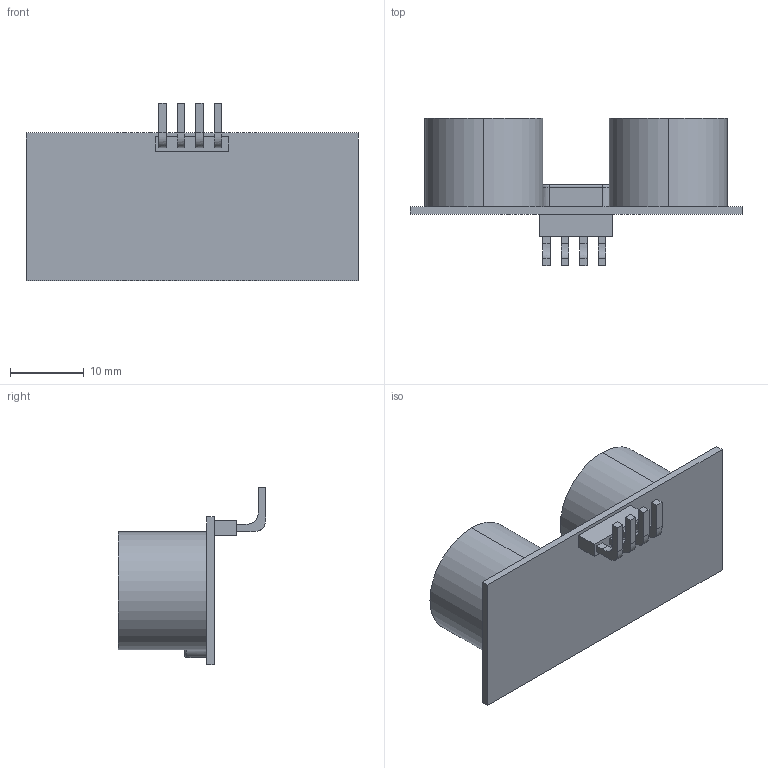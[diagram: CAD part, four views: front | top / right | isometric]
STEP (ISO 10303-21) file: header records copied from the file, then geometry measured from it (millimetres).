
FILE_DESCRIPTION (( 'STEP AP214' ), '1' );
FILE_NAME ('ultrasonido.STEP', '2024-01-29T17:51:34', ( '' ), ( '' ), 'SwSTEP 2.0', 'SolidWorks 2022', '' );
FILE_SCHEMA (( 'AUTOMOTIVE_DESIGN' ));
Length unit declared in the file: millimetre
Products named in the file (1): ultrasonido
Bounding box: 45 x 20 x 24 mm (x, y, z)
Volume: 4549 mm3; surface area: 3867.9 mm2
Topology: 1 solids, 1 shells, 76 faces, 184 edges, 120 vertices
Faces by surface type: plane 48, bspline 16, cylinder 12
Entity records: 3737 total; most frequent: CARTESIAN_POINT 1477, ORIENTED_EDGE 368, DIRECTION 270, EDGE_CURVE 184, VERTEX_POINT 120, LINE 108, VECTOR 108, EDGE_LOOP 86
